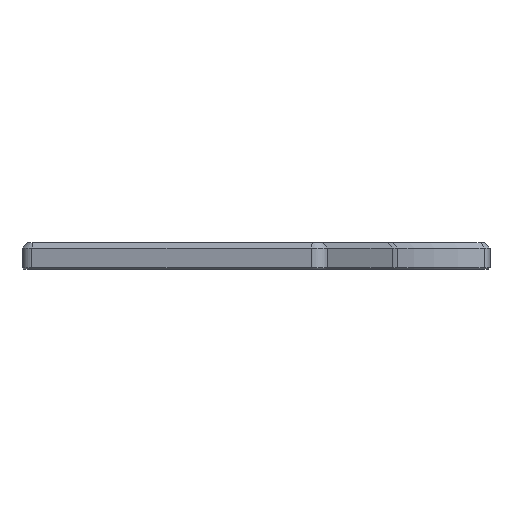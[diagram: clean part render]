
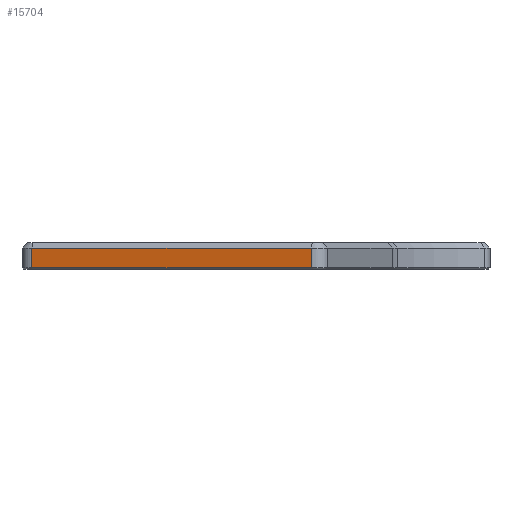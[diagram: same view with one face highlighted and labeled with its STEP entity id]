
A CAD part, left-side view. The second image highlights one B-rep face of the part: STEP entity #15704.
In plain terms, the highlighted planar face has unit normal (-0.966, 0.259, 0).
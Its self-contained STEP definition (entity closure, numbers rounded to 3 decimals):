
#255=PLANE('',#16855);
#956=FACE_OUTER_BOUND('',#1849,.T.);
#1849=EDGE_LOOP('',(#12152,#12153,#12154,#12155));
#4228=LINE('',#35565,#5309);
#4254=LINE('',#35642,#5335);
#4257=LINE('',#35651,#5338);
#4260=LINE('',#35661,#5341);
#5309=VECTOR('',#19663,10.);
#5335=VECTOR('',#19751,10.);
#5338=VECTOR('',#19760,10.);
#5341=VECTOR('',#19775,10.);
#6851=VERTEX_POINT('',#35559);
#6852=VERTEX_POINT('',#35563);
#6872=VERTEX_POINT('',#35641);
#6875=VERTEX_POINT('',#35649);
#8929=EDGE_CURVE('',#6852,#6851,#4228,.T.);
#8967=EDGE_CURVE('',#6851,#6872,#4254,.T.);
#8972=EDGE_CURVE('',#6875,#6852,#4257,.T.);
#8977=EDGE_CURVE('',#6872,#6875,#4260,.T.);
#12152=ORIENTED_EDGE('',*,*,#8929,.F.);
#12153=ORIENTED_EDGE('',*,*,#8972,.F.);
#12154=ORIENTED_EDGE('',*,*,#8977,.F.);
#12155=ORIENTED_EDGE('',*,*,#8967,.F.);
#15704=ADVANCED_FACE('',(#956),#255,.F.);
#16855=AXIS2_PLACEMENT_3D('',#35660,#19773,#19774);
#19663=DIRECTION('',(-0.259,-0.966,0.));
#19751=DIRECTION('',(0.,0.,-1.));
#19760=DIRECTION('',(0.,0.,1.));
#19773=DIRECTION('center_axis',(0.966,-0.259,0.));
#19774=DIRECTION('ref_axis',(0.259,0.966,0.));
#19775=DIRECTION('',(0.259,0.966,0.));
#35559=CARTESIAN_POINT('',(-177.067,-16.826,7.2));
#35563=CARTESIAN_POINT('',(-148.919,88.237,7.2));
#35565=CARTESIAN_POINT('',(-168.156,16.434,7.2));
#35641=CARTESIAN_POINT('',(-177.067,-16.826,-0.3));
#35642=CARTESIAN_POINT('',(-177.067,-16.826,-0.8));
#35649=CARTESIAN_POINT('',(-148.919,88.237,-0.3));
#35651=CARTESIAN_POINT('',(-148.919,88.237,-0.8));
#35660=CARTESIAN_POINT('Origin',(-176.291,-13.928,-0.8));
#35661=CARTESIAN_POINT('',(-168.156,16.434,-0.3));
